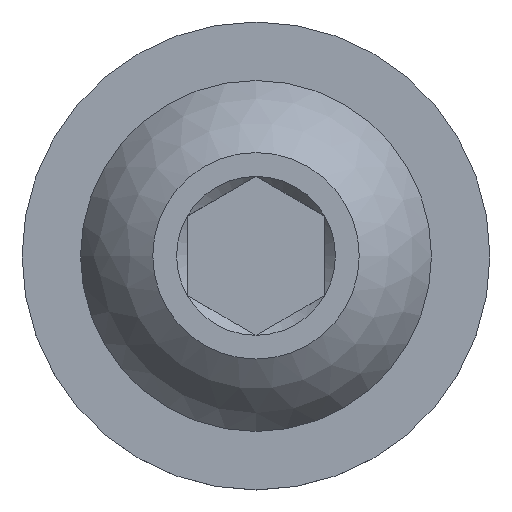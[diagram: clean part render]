
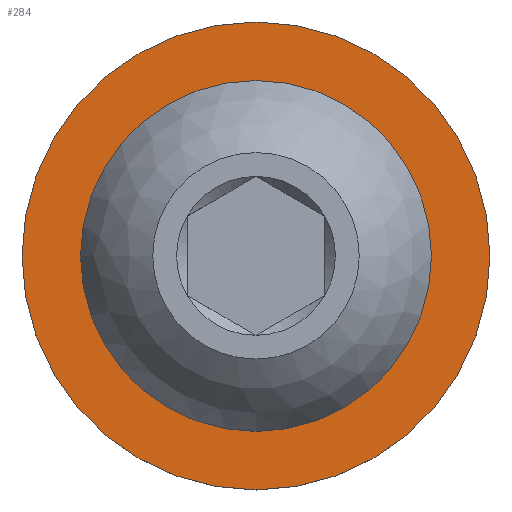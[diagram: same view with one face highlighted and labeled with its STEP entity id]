
A CAD part, top view. The second image highlights one B-rep face of the part: STEP entity #284.
In plain terms, the highlighted face is planar.
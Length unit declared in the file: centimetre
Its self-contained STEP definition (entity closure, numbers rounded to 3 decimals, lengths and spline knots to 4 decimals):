
#25=FACE_BOUND('',#78,.T.);
#37=PLANE('',#319);
#55=FACE_OUTER_BOUND('',#77,.T.);
#77=EDGE_LOOP('',(#220));
#78=EDGE_LOOP('',(#221));
#130=CIRCLE('',#314,5.1);
#132=CIRCLE('',#317,6.8);
#146=VERTEX_POINT('',#467);
#148=VERTEX_POINT('',#473);
#170=EDGE_CURVE('',#146,#146,#130,.T.);
#173=EDGE_CURVE('',#148,#148,#132,.T.);
#220=ORIENTED_EDGE('',*,*,#173,.F.);
#221=ORIENTED_EDGE('',*,*,#170,.T.);
#284=ADVANCED_FACE('',(#55,#25),#37,.F.);
#314=AXIS2_PLACEMENT_3D('',#469,#372,#373);
#317=AXIS2_PLACEMENT_3D('',#475,#379,#380);
#319=AXIS2_PLACEMENT_3D('',#477,#383,#384);
#372=DIRECTION('center_axis',(-1.,0.,0.));
#373=DIRECTION('ref_axis',(0.,0.,1.));
#379=DIRECTION('center_axis',(-1.,0.,0.));
#380=DIRECTION('ref_axis',(0.,0.,1.));
#383=DIRECTION('center_axis',(-1.,0.,0.));
#384=DIRECTION('ref_axis',(0.,0.,1.));
#467=CARTESIAN_POINT('',(0.825,0.,5.1));
#469=CARTESIAN_POINT('Origin',(0.825,0.,0.));
#473=CARTESIAN_POINT('',(0.825,0.,-6.8));
#475=CARTESIAN_POINT('Origin',(0.825,0.,0.));
#477=CARTESIAN_POINT('Origin',(0.825,0.,0.));
